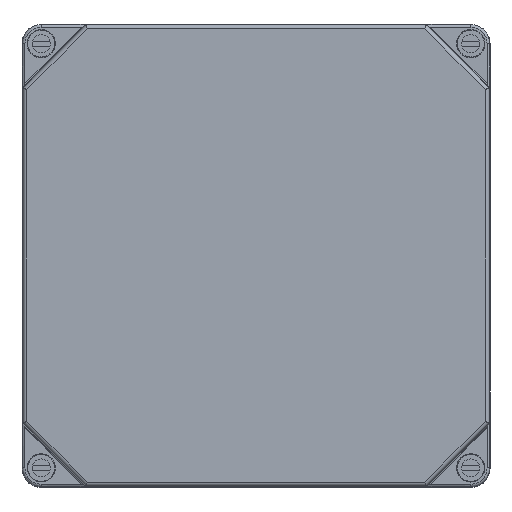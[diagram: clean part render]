
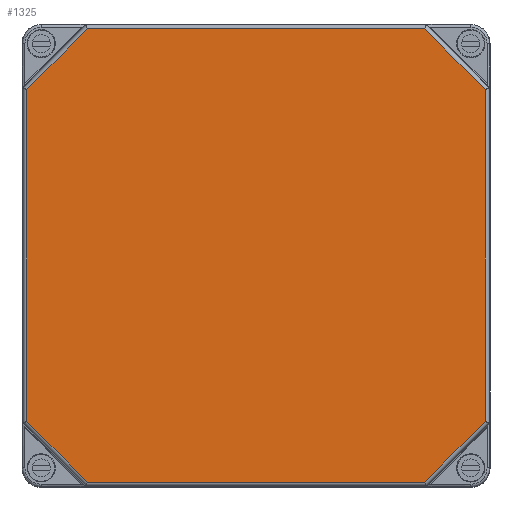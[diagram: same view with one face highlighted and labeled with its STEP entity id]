
A CAD part, top view. The second image highlights one B-rep face of the part: STEP entity #1325.
In plain terms, the highlighted planar face has unit normal (0, 0, 1).
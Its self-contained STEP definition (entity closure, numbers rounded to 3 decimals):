
#1325 = ADVANCED_FACE( '', ( #3088 ), #3089, .T. );
#3088 = FACE_OUTER_BOUND( '', #5372, .T. );
#3089 = PLANE( '', #5373 );
#5372 = EDGE_LOOP( '', ( #8959, #8960, #8961, #8962, #8963, #8964, #8965, #8966 ) );
#5373 = AXIS2_PLACEMENT_3D( '', #8967, #8968, #8969 );
#8959 = ORIENTED_EDGE( '', *, *, #13791, .T. );
#8960 = ORIENTED_EDGE( '', *, *, #13792, .F. );
#8961 = ORIENTED_EDGE( '', *, *, #12792, .T. );
#8962 = ORIENTED_EDGE( '', *, *, #12958, .F. );
#8963 = ORIENTED_EDGE( '', *, *, #13793, .T. );
#8964 = ORIENTED_EDGE( '', *, *, #12755, .T. );
#8965 = ORIENTED_EDGE( '', *, *, #12952, .T. );
#8966 = ORIENTED_EDGE( '', *, *, #13794, .T. );
#8967 = CARTESIAN_POINT( '', ( 0., 0., 92.5 ) );
#8968 = DIRECTION( '', ( 0., 0., 1. ) );
#8969 = DIRECTION( '', ( 1., 0., 0. ) );
#12755 = EDGE_CURVE( '', #15114, #15112, #15115, .T. );
#12792 = EDGE_CURVE( '', #15179, #15180, #15181, .T. );
#12952 = EDGE_CURVE( '', #15112, #15460, #15461, .T. );
#12958 = EDGE_CURVE( '', #15468, #15180, #15471, .T. );
#13791 = EDGE_CURVE( '', #16824, #16825, #16826, .T. );
#13792 = EDGE_CURVE( '', #15179, #16825, #16827, .T. );
#13793 = EDGE_CURVE( '', #15468, #15114, #16828, .T. );
#13794 = EDGE_CURVE( '', #15460, #16824, #16829, .T. );
#15112 = VERTEX_POINT( '', #18502 );
#15114 = VERTEX_POINT( '', #18504 );
#15115 = LINE( '', #18505, #18506 );
#15179 = VERTEX_POINT( '', #18591 );
#15180 = VERTEX_POINT( '', #18592 );
#15181 = LINE( '', #18593, #18594 );
#15460 = VERTEX_POINT( '', #18972 );
#15461 = LINE( '', #18973, #18974 );
#15468 = VERTEX_POINT( '', #18985 );
#15471 = LINE( '', #18988, #18989 );
#16824 = VERTEX_POINT( '', #20807 );
#16825 = VERTEX_POINT( '', #20808 );
#16826 = LINE( '', #20809, #20810 );
#16827 = LINE( '', #20811, #20812 );
#16828 = LINE( '', #20813, #20814 );
#16829 = LINE( '', #20815, #20816 );
#18502 = CARTESIAN_POINT( '', ( -65.546, 88.182, 92.5 ) );
#18504 = CARTESIAN_POINT( '', ( 65.546, 88.182, 92.5 ) );
#18505 = CARTESIAN_POINT( '', ( 100., 88.182, 92.5 ) );
#18506 = VECTOR( '', #22892, 1000. );
#18591 = CARTESIAN_POINT( '', ( 65.546, -88.182, 92.5 ) );
#18592 = CARTESIAN_POINT( '', ( 89.182, -64.546, 92.5 ) );
#18593 = CARTESIAN_POINT( '', ( 59.686, -94.042, 92.5 ) );
#18594 = VECTOR( '', #22942, 1000. );
#18972 = CARTESIAN_POINT( '', ( -89.182, 64.546, 92.5 ) );
#18973 = CARTESIAN_POINT( '', ( -59.686, 94.042, 92.5 ) );
#18974 = VECTOR( '', #23164, 1000. );
#18985 = CARTESIAN_POINT( '', ( 89.182, 64.546, 92.5 ) );
#18988 = CARTESIAN_POINT( '', ( 89.182, 150., 92.5 ) );
#18989 = VECTOR( '', #23172, 1000. );
#20807 = CARTESIAN_POINT( '', ( -89.182, -64.546, 92.5 ) );
#20808 = CARTESIAN_POINT( '', ( -65.546, -88.182, 92.5 ) );
#20809 = CARTESIAN_POINT( '', ( -95.042, -58.686, 92.5 ) );
#20810 = VECTOR( '', #24281, 1000. );
#20811 = CARTESIAN_POINT( '', ( 100., -88.182, 92.5 ) );
#20812 = VECTOR( '', #24282, 1000. );
#20813 = CARTESIAN_POINT( '', ( 95.042, 58.686, 92.5 ) );
#20814 = VECTOR( '', #24283, 1000. );
#20815 = CARTESIAN_POINT( '', ( -89.182, 150., 92.5 ) );
#20816 = VECTOR( '', #24284, 1000. );
#22892 = DIRECTION( '', ( -1., 0., 0. ) );
#22942 = DIRECTION( '', ( 0.707, 0.707, 0. ) );
#23164 = DIRECTION( '', ( -0.707, -0.707, 0. ) );
#23172 = DIRECTION( '', ( 0., -1., 0. ) );
#24281 = DIRECTION( '', ( 0.707, -0.707, 0. ) );
#24282 = DIRECTION( '', ( -1., 0., 0. ) );
#24283 = DIRECTION( '', ( -0.707, 0.707, 0. ) );
#24284 = DIRECTION( '', ( 0., -1., 0. ) );
